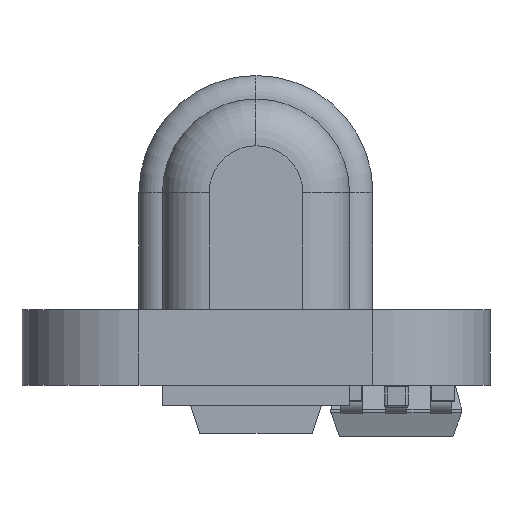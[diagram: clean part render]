
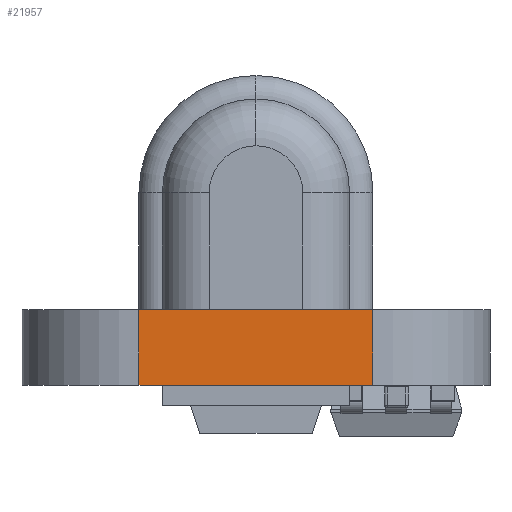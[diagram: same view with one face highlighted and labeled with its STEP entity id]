
A CAD part, left-side view. The second image highlights one B-rep face of the part: STEP entity #21957.
In plain terms, the highlighted planar face has unit normal (-1, 0, 0).
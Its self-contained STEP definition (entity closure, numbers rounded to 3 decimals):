
#315 = DIRECTION ( 'NONE',  ( 0., 0., 1. ) ) ;
#1863 = CARTESIAN_POINT ( 'NONE',  ( 0., 2.5, 0. ) ) ;
#2605 = VECTOR ( 'NONE', #5104, 1000. ) ;
#3402 = VECTOR ( 'NONE', #4139, 1000. ) ;
#3441 = DIRECTION ( 'NONE',  ( 0., 0., 1. ) ) ;
#4139 = DIRECTION ( 'NONE',  ( 0., 1., 0. ) ) ;
#5104 = DIRECTION ( 'NONE',  ( 0., 0., 1. ) ) ;
#5565 = CARTESIAN_POINT ( 'NONE',  ( 0., 2.5, -1.619 ) ) ;
#6547 = LINE ( 'NONE', #1863, #3402 ) ;
#7664 = VECTOR ( 'NONE', #14650, 1000. ) ;
#7893 = VERTEX_POINT ( 'NONE', #25682 ) ;
#8538 = FACE_OUTER_BOUND ( 'NONE', #17107, .T. ) ;
#9346 = CARTESIAN_POINT ( 'NONE',  ( 0., 7.5, -1.619 ) ) ;
#10104 = LINE ( 'NONE', #5565, #7664 ) ;
#10547 = ORIENTED_EDGE ( 'NONE', *, *, #14589, .T. ) ;
#11113 = ORIENTED_EDGE ( 'NONE', *, *, #14038, .F. ) ;
#12358 = DIRECTION ( 'NONE',  ( -1., 0., 0. ) ) ;
#14038 = EDGE_CURVE ( 'NONE', #17578, #7893, #27781, .T. ) ;
#14483 = PLANE ( 'NONE',  #21126 ) ;
#14589 = EDGE_CURVE ( 'NONE', #28487, #16384, #22325, .T. ) ;
#14650 = DIRECTION ( 'NONE',  ( 0., 1., 0. ) ) ;
#16163 = ORIENTED_EDGE ( 'NONE', *, *, #25923, .F. ) ;
#16384 = VERTEX_POINT ( 'NONE', #21161 ) ;
#17107 = EDGE_LOOP ( 'NONE', ( #10547, #29006, #11113, #16163 ) ) ;
#17578 = VERTEX_POINT ( 'NONE', #28791 ) ;
#18830 = EDGE_CURVE ( 'NONE', #16384, #7893, #6547, .T. ) ;
#21072 = CARTESIAN_POINT ( 'NONE',  ( 0., 2.5, -1.619 ) ) ;
#21126 = AXIS2_PLACEMENT_3D ( 'NONE', #25931, #12358, #3441 ) ;
#21161 = CARTESIAN_POINT ( 'NONE',  ( 0., 2.5, 0. ) ) ;
#21957 = ADVANCED_FACE ( 'NONE', ( #8538 ), #14483, .T. ) ;
#22058 = VECTOR ( 'NONE', #315, 1000. ) ;
#22325 = LINE ( 'NONE', #23046, #2605 ) ;
#23046 = CARTESIAN_POINT ( 'NONE',  ( 0., 2.5, -1.619 ) ) ;
#25682 = CARTESIAN_POINT ( 'NONE',  ( 0., 7.5, 0. ) ) ;
#25923 = EDGE_CURVE ( 'NONE', #28487, #17578, #10104, .T. ) ;
#25931 = CARTESIAN_POINT ( 'NONE',  ( 0., 2.5, -1.619 ) ) ;
#27781 = LINE ( 'NONE', #9346, #22058 ) ;
#28487 = VERTEX_POINT ( 'NONE', #21072 ) ;
#28791 = CARTESIAN_POINT ( 'NONE',  ( 0., 7.5, -1.619 ) ) ;
#29006 = ORIENTED_EDGE ( 'NONE', *, *, #18830, .T. ) ;
